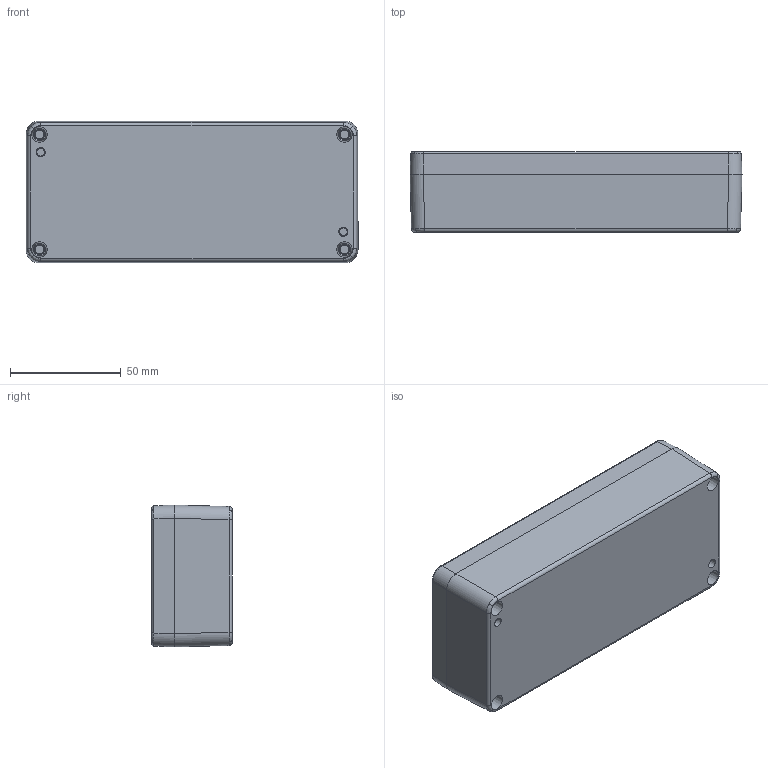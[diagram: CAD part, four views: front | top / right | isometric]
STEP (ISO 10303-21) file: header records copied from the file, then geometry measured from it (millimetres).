
FILE_DESCRIPTION (( 'STEP AP203' ), '1' );
FILE_NAME ('1590Z063BK.step', '2020-11-14T20:03:31', ( 'ADC123' ), ( 'Microsoft' ), 'SwSTEP 2.0', 'SolidWorks 2019', '' );
FILE_SCHEMA (( 'CONFIG_CONTROL_DESIGN' ));
Products named in the file (1): 1590Z063BK
Bounding box: 150.2 x 36.4 x 64.2 mm (x, y, z)
Volume: 115393.6 mm3; surface area: 74706.3 mm2
Topology: 7 solids, 7 shells, 1391 faces, 3545 edges, 2245 vertices
Faces by surface type: bspline 662, plane 413, cylinder 176, cone 140
Full cylindrical faces by diameter (mm): 3.42 x4, 3.82 x4
Entity records: 72719 total; most frequent: CARTESIAN_POINT 44555, ORIENTED_EDGE 6908, DIRECTION 3858, EDGE_CURVE 3454, VERTEX_POINT 2224, EDGE_LOOP 1560, B_SPLINE_CURVE_WITH_KNOTS 1549, FACE_OUTER_BOUND 1411
